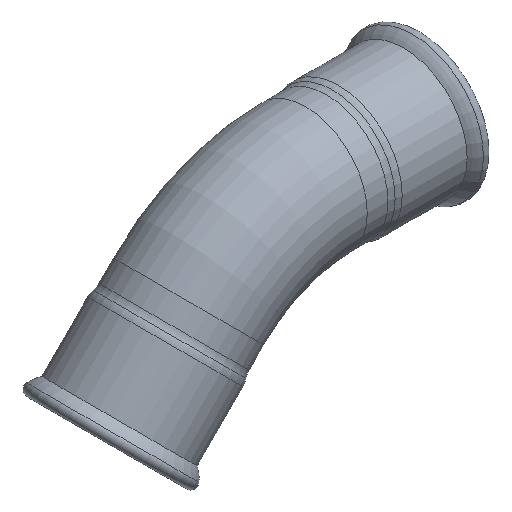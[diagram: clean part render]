
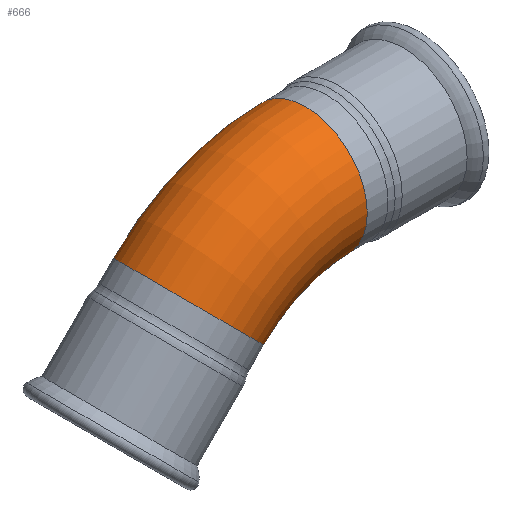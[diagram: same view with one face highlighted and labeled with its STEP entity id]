
A CAD part, isometric view. The second image highlights one B-rep face of the part: STEP entity #666.
In plain terms, the highlighted toroidal (fillet/blend) face has major radius 227 mm and minor radius 84.15 mm.
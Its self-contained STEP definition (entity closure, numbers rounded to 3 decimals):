
#30=TOROIDAL_SURFACE('',#784,227.,84.15);
#56=FACE_OUTER_BOUND('',#89,.T.);
#89=EDGE_LOOP('',(#546,#547,#548,#549,#550,#551));
#168=CIRCLE('',#751,84.15);
#169=CIRCLE('',#752,84.15);
#193=CIRCLE('',#785,142.85);
#194=CIRCLE('',#786,84.15);
#195=CIRCLE('',#787,84.15);
#259=VERTEX_POINT('',#1193);
#260=VERTEX_POINT('',#1194);
#280=VERTEX_POINT('',#1252);
#281=VERTEX_POINT('',#1254);
#349=EDGE_CURVE('',#259,#260,#168,.T.);
#351=EDGE_CURVE('',#260,#259,#169,.T.);
#378=EDGE_CURVE('',#260,#280,#193,.T.);
#379=EDGE_CURVE('',#281,#280,#194,.T.);
#380=EDGE_CURVE('',#280,#281,#195,.T.);
#546=ORIENTED_EDGE('',*,*,#349,.T.);
#547=ORIENTED_EDGE('',*,*,#378,.T.);
#548=ORIENTED_EDGE('',*,*,#379,.F.);
#549=ORIENTED_EDGE('',*,*,#380,.F.);
#550=ORIENTED_EDGE('',*,*,#378,.F.);
#551=ORIENTED_EDGE('',*,*,#351,.T.);
#666=ADVANCED_FACE('',(#56),#30,.T.);
#751=AXIS2_PLACEMENT_3D('',#1195,#938,#939);
#752=AXIS2_PLACEMENT_3D('',#1197,#941,#942);
#784=AXIS2_PLACEMENT_3D('',#1251,#1008,#1009);
#785=AXIS2_PLACEMENT_3D('',#1253,#1010,#1011);
#786=AXIS2_PLACEMENT_3D('',#1255,#1012,#1013);
#787=AXIS2_PLACEMENT_3D('',#1256,#1014,#1015);
#938=DIRECTION('center_axis',(0.707,0.,0.707));
#939=DIRECTION('ref_axis',(0.,1.,0.));
#941=DIRECTION('center_axis',(0.707,0.,0.707));
#942=DIRECTION('ref_axis',(0.,1.,0.));
#1008=DIRECTION('center_axis',(0.,-1.,0.));
#1009=DIRECTION('ref_axis',(0.,0.,-1.));
#1010=DIRECTION('center_axis',(0.,1.,0.));
#1011=DIRECTION('ref_axis',(0.,0.,-1.));
#1012=DIRECTION('center_axis',(1.,0.,0.));
#1013=DIRECTION('ref_axis',(0.,1.,0.));
#1014=DIRECTION('center_axis',(1.,0.,0.));
#1015=DIRECTION('ref_axis',(0.,1.,0.));
#1193=CARTESIAN_POINT('',(-160.513,-84.15,160.513));
#1194=CARTESIAN_POINT('',(-101.01,0.,101.01));
#1195=CARTESIAN_POINT('Origin',(-160.513,0.,160.513));
#1197=CARTESIAN_POINT('Origin',(-160.513,0.,160.513));
#1251=CARTESIAN_POINT('Origin',(0.,0.,0.));
#1252=CARTESIAN_POINT('',(0.,0.,142.85));
#1253=CARTESIAN_POINT('Origin',(0.,0.,0.));
#1254=CARTESIAN_POINT('',(0.,-84.15,227.));
#1255=CARTESIAN_POINT('Origin',(0.,0.,227.));
#1256=CARTESIAN_POINT('Origin',(0.,0.,227.));
